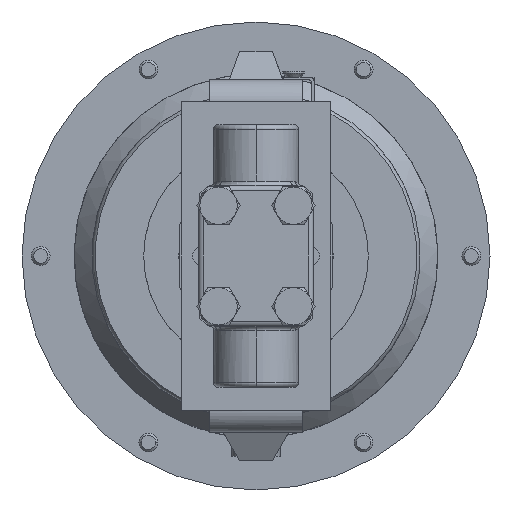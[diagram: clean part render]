
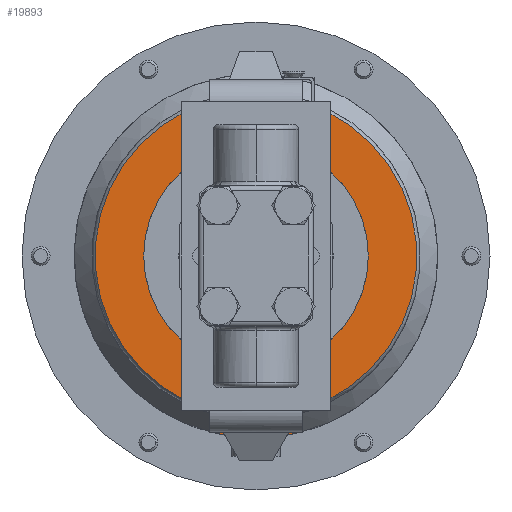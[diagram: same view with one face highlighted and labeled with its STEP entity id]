
A CAD part, front view. The second image highlights one B-rep face of the part: STEP entity #19893.
In plain terms, the highlighted planar face has unit normal (0, -1, 0).
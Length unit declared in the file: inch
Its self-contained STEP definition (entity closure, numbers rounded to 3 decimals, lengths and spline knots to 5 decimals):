
#7 = VERTEX_POINT ( 'NONE', #24140 ) ;
#79 = CIRCLE ( 'NONE', #23434, 1.5 ) ;
#191 = CARTESIAN_POINT ( 'NONE',  ( -0.585, 16.972, 2.06757 ) ) ;
#1537 = EDGE_CURVE ( 'NONE', #9257, #16610, #79, .T. ) ;
#1746 = EDGE_LOOP ( 'NONE', ( #11278, #28538, #3383, #12363, #12767, #3173, #29047, #9680, #28534 ) ) ;
#2293 = LINE ( 'NONE', #18686, #8271 ) ;
#2404 = VERTEX_POINT ( 'NONE', #18813 ) ;
#2782 = CARTESIAN_POINT ( 'NONE',  ( 0., 16.972, 0. ) ) ;
#3173 = ORIENTED_EDGE ( 'NONE', *, *, #30867, .T. ) ;
#3383 = ORIENTED_EDGE ( 'NONE', *, *, #28416, .T. ) ;
#4332 = CIRCLE ( 'NONE', #15142, 2.1925 ) ;
#4499 = DIRECTION ( 'NONE',  ( 0., -1., 0. ) ) ;
#4643 = LINE ( 'NONE', #8776, #30780 ) ;
#5263 = CARTESIAN_POINT ( 'NONE',  ( -0.585, 16.972, -2.06757 ) ) ;
#5314 = DIRECTION ( 'NONE',  ( -1., 0., 0. ) ) ;
#5797 = CARTESIAN_POINT ( 'NONE',  ( 0., 16.972, 0. ) ) ;
#5915 = CARTESIAN_POINT ( 'NONE',  ( 0.585, 16.972, 2.11301 ) ) ;
#6210 = EDGE_CURVE ( 'NONE', #19147, #21910, #6863, .T. ) ;
#6863 = CIRCLE ( 'NONE', #16478, 2.14874 ) ;
#7085 = CARTESIAN_POINT ( 'NONE',  ( -0.585, 16.972, 2.11301 ) ) ;
#7506 = EDGE_CURVE ( 'NONE', #16610, #9257, #18265, .T. ) ;
#8158 = CARTESIAN_POINT ( 'NONE',  ( 0.585, 16.972, 2.11301 ) ) ;
#8271 = VECTOR ( 'NONE', #21226, 39.37008 ) ;
#8354 = AXIS2_PLACEMENT_3D ( 'NONE', #11896, #29611, #14415 ) ;
#8363 = DIRECTION ( 'NONE',  ( 0., 0., -1. ) ) ;
#8577 = CARTESIAN_POINT ( 'NONE',  ( -0.46, 16.972, 0. ) ) ;
#8601 = DIRECTION ( 'NONE',  ( 0., -1., 0. ) ) ;
#8776 = CARTESIAN_POINT ( 'NONE',  ( 0.585, 16.972, 2.11301 ) ) ;
#9257 = VERTEX_POINT ( 'NONE', #15260 ) ;
#9680 = ORIENTED_EDGE ( 'NONE', *, *, #13635, .T. ) ;
#9859 = CARTESIAN_POINT ( 'NONE',  ( 0., 16.972, 0. ) ) ;
#10344 = AXIS2_PLACEMENT_3D ( 'NONE', #5797, #23474, #8363 ) ;
#11052 = AXIS2_PLACEMENT_3D ( 'NONE', #13485, #31198, #16029 ) ;
#11118 = DIRECTION ( 'NONE',  ( 0., 1., 0. ) ) ;
#11278 = ORIENTED_EDGE ( 'NONE', *, *, #17553, .T. ) ;
#11896 = CARTESIAN_POINT ( 'NONE',  ( 0., 16.972, 0. ) ) ;
#12144 = LINE ( 'NONE', #23121, #32346 ) ;
#12355 = DIRECTION ( 'NONE',  ( 0., 0., -1. ) ) ;
#12363 = ORIENTED_EDGE ( 'NONE', *, *, #16745, .T. ) ;
#12767 = ORIENTED_EDGE ( 'NONE', *, *, #6210, .T. ) ;
#13060 = EDGE_LOOP ( 'NONE', ( #29627, #32262 ) ) ;
#13485 = CARTESIAN_POINT ( 'NONE',  ( 0., 16.972, 0. ) ) ;
#13635 = EDGE_CURVE ( 'NONE', #2404, #7, #15026, .T. ) ;
#13752 = VERTEX_POINT ( 'NONE', #15514 ) ;
#14415 = DIRECTION ( 'NONE',  ( 0., 0., -1. ) ) ;
#14454 = VERTEX_POINT ( 'NONE', #7085 ) ;
#15026 = CIRCLE ( 'NONE', #8354, 2.4285 ) ;
#15142 = AXIS2_PLACEMENT_3D ( 'NONE', #23718, #8601, #26266 ) ;
#15260 = CARTESIAN_POINT ( 'NONE',  ( -1.5, 16.972, 0. ) ) ;
#15421 = CIRCLE ( 'NONE', #10344, 2.14874 ) ;
#15514 = CARTESIAN_POINT ( 'NONE',  ( 0.585, 16.972, 2.06757 ) ) ;
#15699 = CARTESIAN_POINT ( 'NONE',  ( 1.5, 16.972, 0. ) ) ;
#16029 = DIRECTION ( 'NONE',  ( -1., 0., 0. ) ) ;
#16369 = DIRECTION ( 'NONE',  ( 0., 0., 1. ) ) ;
#16478 = AXIS2_PLACEMENT_3D ( 'NONE', #19640, #4499, #22201 ) ;
#16610 = VERTEX_POINT ( 'NONE', #15699 ) ;
#16745 = EDGE_CURVE ( 'NONE', #14454, #19147, #2293, .T. ) ;
#17553 = EDGE_CURVE ( 'NONE', #21998, #13752, #15421, .T. ) ;
#17765 = AXIS2_PLACEMENT_3D ( 'NONE', #8577, #11118, #28822 ) ;
#18265 = CIRCLE ( 'NONE', #11052, 1.5 ) ;
#18332 = AXIS2_PLACEMENT_3D ( 'NONE', #9859, #27519, #12355 ) ;
#18686 = CARTESIAN_POINT ( 'NONE',  ( -0.585, 16.972, 2.11301 ) ) ;
#18813 = CARTESIAN_POINT ( 'NONE',  ( 0., 16.972, -2.4285 ) ) ;
#19147 = VERTEX_POINT ( 'NONE', #191 ) ;
#19341 = FACE_BOUND ( 'NONE', #13060, .T. ) ;
#19640 = CARTESIAN_POINT ( 'NONE',  ( 0., 16.972, 0. ) ) ;
#19747 = VERTEX_POINT ( 'NONE', #8158 ) ;
#19893 = ADVANCED_FACE ( 'NONE', ( #19341, #20944 ), #28717, .F. ) ;
#20468 = DIRECTION ( 'NONE',  ( 0., -1., 0. ) ) ;
#20708 = DIRECTION ( 'NONE',  ( 0., 0., -1. ) ) ;
#20944 = FACE_OUTER_BOUND ( 'NONE', #1746, .T. ) ;
#21118 = EDGE_CURVE ( 'NONE', #13752, #19747, #4643, .T. ) ;
#21226 = DIRECTION ( 'NONE',  ( 0., 0., -1. ) ) ;
#21910 = VERTEX_POINT ( 'NONE', #5263 ) ;
#21998 = VERTEX_POINT ( 'NONE', #30827 ) ;
#22201 = DIRECTION ( 'NONE',  ( 0., 0., -1. ) ) ;
#22631 = CARTESIAN_POINT ( 'NONE',  ( -0.585, 16.972, -2.35699 ) ) ;
#23121 = CARTESIAN_POINT ( 'NONE',  ( -0.585, 16.972, 2.11301 ) ) ;
#23401 = CIRCLE ( 'NONE', #18332, 2.4285 ) ;
#23434 = AXIS2_PLACEMENT_3D ( 'NONE', #2782, #20468, #5314 ) ;
#23474 = DIRECTION ( 'NONE',  ( 0., -1., 0. ) ) ;
#23718 = CARTESIAN_POINT ( 'NONE',  ( 0., 16.972, 0. ) ) ;
#24140 = CARTESIAN_POINT ( 'NONE',  ( 0.585, 16.972, -2.35699 ) ) ;
#26131 = DIRECTION ( 'NONE',  ( 0., 0., 1. ) ) ;
#26266 = DIRECTION ( 'NONE',  ( 0., 0., -1. ) ) ;
#26721 = EDGE_CURVE ( 'NONE', #26766, #2404, #23401, .T. ) ;
#26766 = VERTEX_POINT ( 'NONE', #22631 ) ;
#27519 = DIRECTION ( 'NONE',  ( 0., -1., 0. ) ) ;
#28416 = EDGE_CURVE ( 'NONE', #19747, #14454, #4332, .T. ) ;
#28534 = ORIENTED_EDGE ( 'NONE', *, *, #30580, .T. ) ;
#28538 = ORIENTED_EDGE ( 'NONE', *, *, #21118, .T. ) ;
#28717 = PLANE ( 'NONE',  #17765 ) ;
#28802 = VECTOR ( 'NONE', #26131, 39.37008 ) ;
#28822 = DIRECTION ( 'NONE',  ( 0., 0., -1. ) ) ;
#29047 = ORIENTED_EDGE ( 'NONE', *, *, #26721, .T. ) ;
#29597 = LINE ( 'NONE', #5915, #28802 ) ;
#29611 = DIRECTION ( 'NONE',  ( 0., -1., 0. ) ) ;
#29627 = ORIENTED_EDGE ( 'NONE', *, *, #1537, .F. ) ;
#30580 = EDGE_CURVE ( 'NONE', #7, #21998, #29597, .T. ) ;
#30780 = VECTOR ( 'NONE', #16369, 39.37008 ) ;
#30827 = CARTESIAN_POINT ( 'NONE',  ( 0.585, 16.972, -2.06757 ) ) ;
#30867 = EDGE_CURVE ( 'NONE', #21910, #26766, #12144, .T. ) ;
#31198 = DIRECTION ( 'NONE',  ( 0., -1., 0. ) ) ;
#32262 = ORIENTED_EDGE ( 'NONE', *, *, #7506, .F. ) ;
#32346 = VECTOR ( 'NONE', #20708, 39.37008 ) ;
